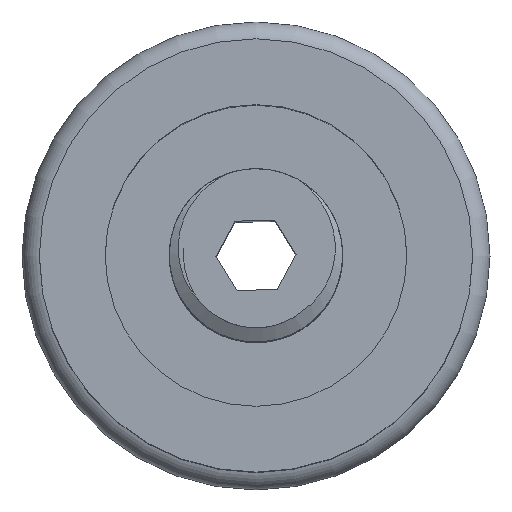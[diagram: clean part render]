
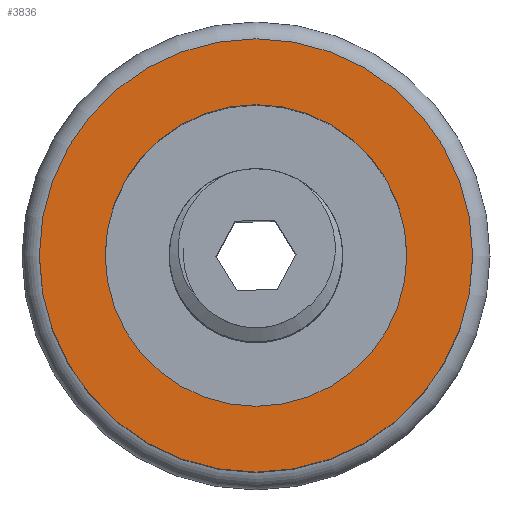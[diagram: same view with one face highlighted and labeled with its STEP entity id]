
A CAD part, top view. The second image highlights one B-rep face of the part: STEP entity #3836.
In plain terms, the highlighted planar face has unit normal (0, 0, 1).
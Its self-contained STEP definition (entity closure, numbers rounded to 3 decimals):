
#122 = CARTESIAN_POINT ( 'NONE',  ( 0., 0., 25.8 ) ) ;
#338 = CIRCLE ( 'NONE', #846, 12.5 ) ;
#443 = FACE_BOUND ( 'NONE', #2452, .T. ) ;
#790 = PLANE ( 'NONE',  #1659 ) ;
#846 = AXIS2_PLACEMENT_3D ( 'NONE', #122, #2182, #1641 ) ;
#1047 = ORIENTED_EDGE ( 'NONE', *, *, #4959, .F. ) ;
#1329 = DIRECTION ( 'NONE',  ( 0., 0., 1. ) ) ;
#1338 = CIRCLE ( 'NONE', #2354, 8.7 ) ;
#1641 = DIRECTION ( 'NONE',  ( 1., 0., 0. ) ) ;
#1659 = AXIS2_PLACEMENT_3D ( 'NONE', #3820, #1329, #3320 ) ;
#1713 = CARTESIAN_POINT ( 'NONE',  ( 8.7, 0., 25.8 ) ) ;
#2182 = DIRECTION ( 'NONE',  ( 0., 0., 1. ) ) ;
#2248 = VERTEX_POINT ( 'NONE', #1713 ) ;
#2354 = AXIS2_PLACEMENT_3D ( 'NONE', #4156, #6070, #4029 ) ;
#2452 = EDGE_LOOP ( 'NONE', ( #1047 ) ) ;
#3194 = VERTEX_POINT ( 'NONE', #4996 ) ;
#3320 = DIRECTION ( 'NONE',  ( 1., 0., 0. ) ) ;
#3576 = EDGE_CURVE ( 'NONE', #3194, #3194, #338, .T. ) ;
#3761 = FACE_OUTER_BOUND ( 'NONE', #4290, .T. ) ;
#3820 = CARTESIAN_POINT ( 'NONE',  ( 0., 0., 25.8 ) ) ;
#3836 = ADVANCED_FACE ( 'NONE', ( #443, #3761 ), #790, .T. ) ;
#4029 = DIRECTION ( 'NONE',  ( 1., 0., 0. ) ) ;
#4156 = CARTESIAN_POINT ( 'NONE',  ( 0., 0., 25.8 ) ) ;
#4290 = EDGE_LOOP ( 'NONE', ( #5421 ) ) ;
#4959 = EDGE_CURVE ( 'NONE', #2248, #2248, #1338, .T. ) ;
#4996 = CARTESIAN_POINT ( 'NONE',  ( 12.5, 0., 25.8 ) ) ;
#5421 = ORIENTED_EDGE ( 'NONE', *, *, #3576, .T. ) ;
#6070 = DIRECTION ( 'NONE',  ( 0., 0., 1. ) ) ;
